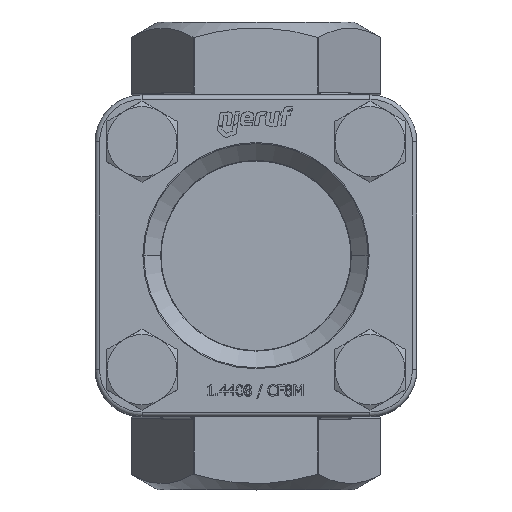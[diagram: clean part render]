
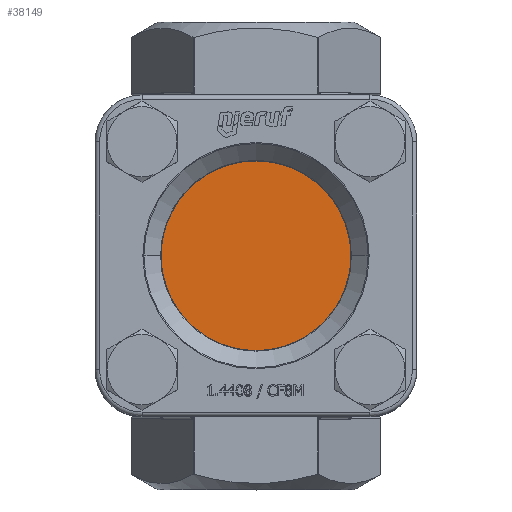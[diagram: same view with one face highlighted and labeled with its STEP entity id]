
A CAD part, top view. The second image highlights one B-rep face of the part: STEP entity #38149.
In plain terms, the highlighted planar face has unit normal (0, 0, 1).
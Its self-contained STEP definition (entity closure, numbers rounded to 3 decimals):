
#988 = CARTESIAN_POINT ( 'NONE',  ( 0., 0., 47.7 ) ) ;
#4332 = EDGE_LOOP ( 'NONE', ( #51822, #36626 ) ) ;
#7791 = VERTEX_POINT ( 'NONE', #98730 ) ;
#11579 = DIRECTION ( 'NONE',  ( 0., 0., 1. ) ) ;
#15501 = EDGE_CURVE ( 'NONE', #34848, #7791, #97100, .T. ) ;
#17011 = FACE_OUTER_BOUND ( 'NONE', #4332, .T. ) ;
#23059 = AXIS2_PLACEMENT_3D ( 'NONE', #35787, #11579, #66609 ) ;
#24711 = PLANE ( 'NONE',  #60020 ) ;
#34848 = VERTEX_POINT ( 'NONE', #66532 ) ;
#35787 = CARTESIAN_POINT ( 'NONE',  ( 0., 0., 47.7 ) ) ;
#36626 = ORIENTED_EDGE ( 'NONE', *, *, #66195, .T. ) ;
#38149 = ADVANCED_FACE ( 'NONE', ( #17011 ), #24711, .T. ) ;
#49246 = CARTESIAN_POINT ( 'NONE',  ( 0., 0., 47.7 ) ) ;
#51822 = ORIENTED_EDGE ( 'NONE', *, *, #15501, .T. ) ;
#56211 = CIRCLE ( 'NONE', #70931, 40. ) ;
#56441 = DIRECTION ( 'NONE',  ( 1., -0.002, 0. ) ) ;
#56569 = DIRECTION ( 'NONE',  ( 1., -0.002, 0. ) ) ;
#60020 = AXIS2_PLACEMENT_3D ( 'NONE', #988, #79692, #56569 ) ;
#66195 = EDGE_CURVE ( 'NONE', #7791, #34848, #56211, .T. ) ;
#66532 = CARTESIAN_POINT ( 'NONE',  ( -40., 0.074, 47.7 ) ) ;
#66609 = DIRECTION ( 'NONE',  ( 1., -0.002, 0. ) ) ;
#70931 = AXIS2_PLACEMENT_3D ( 'NONE', #49246, #80546, #56441 ) ;
#79692 = DIRECTION ( 'NONE',  ( 0., 0., 1. ) ) ;
#80546 = DIRECTION ( 'NONE',  ( 0., 0., 1. ) ) ;
#97100 = CIRCLE ( 'NONE', #23059, 40. ) ;
#98730 = CARTESIAN_POINT ( 'NONE',  ( 40., -0.074, 47.7 ) ) ;
